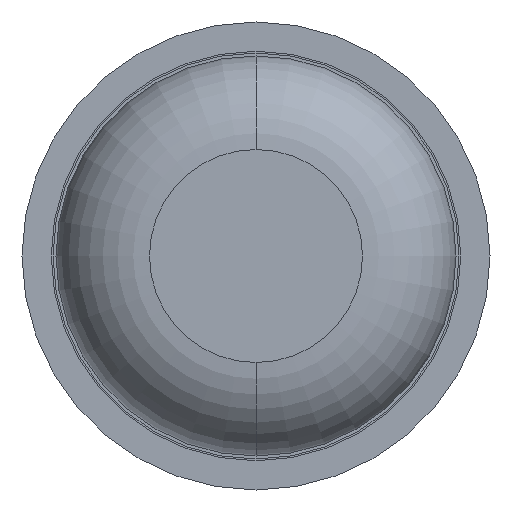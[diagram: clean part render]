
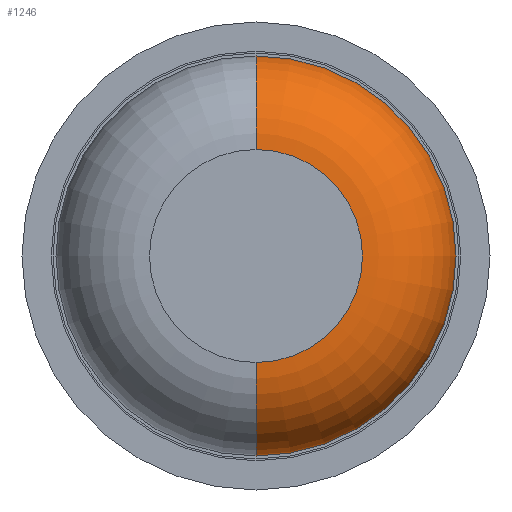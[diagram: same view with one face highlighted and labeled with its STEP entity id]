
A CAD part, front view. The second image highlights one B-rep face of the part: STEP entity #1246.
In plain terms, the highlighted toroidal (fillet/blend) face has major radius 0.91 mm and minor radius 0.8 mm.
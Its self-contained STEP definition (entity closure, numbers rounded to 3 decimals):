
#40 = CIRCLE ( 'NONE', #3630, 1.71 ) ;
#71 = VERTEX_POINT ( 'NONE', #3929 ) ;
#90 = AXIS2_PLACEMENT_3D ( 'NONE', #3247, #2858, #3643 ) ;
#178 = EDGE_CURVE ( 'Defeature ausgef�hrt1_0+Defeature ausgef�hrt1_10+Defeature ausgef�hrt1_10+Defeature ausgef�hrt1_10', #1942, #2738, #3359, .T. ) ;
#181 = DIRECTION ( 'NONE',  ( 0., 0., 1. ) ) ;
#734 = DIRECTION ( 'NONE',  ( 1., 0., 0. ) ) ;
#867 = ORIENTED_EDGE ( 'NONE', *, *, #1536, .T. ) ;
#975 = CIRCLE ( 'NONE', #1326, 0.8 ) ;
#1075 = AXIS2_PLACEMENT_3D ( 'NONE', #1777, #4214, #181 ) ;
#1246 = ADVANCED_FACE ( 'Defeature ausgef�hrt1_10', ( #3162 ), #4457, .T. ) ;
#1326 = AXIS2_PLACEMENT_3D ( 'NONE', #3219, #734, #2740 ) ;
#1335 = CARTESIAN_POINT ( 'NONE',  ( 0., -29.2, 0. ) ) ;
#1510 = CARTESIAN_POINT ( 'NONE',  ( 0., -30., 0. ) ) ;
#1536 = EDGE_CURVE ( 'NONE', #1942, #1980, #975, .T. ) ;
#1777 = CARTESIAN_POINT ( 'NONE',  ( 0., -29.2, 0.91 ) ) ;
#1844 = CIRCLE ( 'NONE', #1075, 0.8 ) ;
#1942 = VERTEX_POINT ( 'NONE', #3178 ) ;
#1980 = VERTEX_POINT ( 'NONE', #3572 ) ;
#2184 = EDGE_CURVE ( 'NONE', #2738, #71, #1844, .T. ) ;
#2341 = CARTESIAN_POINT ( 'NONE',  ( 0., -30., 0.91 ) ) ;
#2615 = ORIENTED_EDGE ( 'NONE', *, *, #178, .F. ) ;
#2731 = DIRECTION ( 'NONE',  ( 0., 0., 1. ) ) ;
#2738 = VERTEX_POINT ( 'NONE', #2341 ) ;
#2740 = DIRECTION ( 'NONE',  ( 0., 0., -1. ) ) ;
#2858 = DIRECTION ( 'NONE',  ( 0., 1., 0. ) ) ;
#2881 = DIRECTION ( 'NONE',  ( 0., 0., 1. ) ) ;
#3023 = ORIENTED_EDGE ( 'NONE', *, *, #4863, .F. ) ;
#3162 = FACE_OUTER_BOUND ( 'NONE', #4939, .T. ) ;
#3178 = CARTESIAN_POINT ( 'NONE',  ( 0., -30., -0.91 ) ) ;
#3219 = CARTESIAN_POINT ( 'NONE',  ( 0., -29.2, -0.91 ) ) ;
#3247 = CARTESIAN_POINT ( 'NONE',  ( 0., -29.2, 0. ) ) ;
#3359 = CIRCLE ( 'NONE', #4495, 0.91 ) ;
#3572 = CARTESIAN_POINT ( 'NONE',  ( 0., -29.2, -1.71 ) ) ;
#3630 = AXIS2_PLACEMENT_3D ( 'NONE', #1335, #4182, #2881 ) ;
#3643 = DIRECTION ( 'NONE',  ( 0., 0., 1. ) ) ;
#3929 = CARTESIAN_POINT ( 'NONE',  ( 0., -29.2, 1.71 ) ) ;
#4182 = DIRECTION ( 'NONE',  ( 0., 1., 0. ) ) ;
#4211 = ORIENTED_EDGE ( 'NONE', *, *, #2184, .F. ) ;
#4214 = DIRECTION ( 'NONE',  ( -1., 0., 0. ) ) ;
#4457 = TOROIDAL_SURFACE ( 'NONE', #90, 0.91, 0.8 ) ;
#4495 = AXIS2_PLACEMENT_3D ( 'NONE', #1510, #5209, #2731 ) ;
#4863 = EDGE_CURVE ( 'Defeature ausgef�hrt1_2+Defeature ausgef�hrt1_10+Defeature ausgef�hrt1_10+Defeature ausgef�hrt1_10', #71, #1980, #40, .T. ) ;
#4939 = EDGE_LOOP ( 'NONE', ( #2615, #867, #3023, #4211 ) ) ;
#5209 = DIRECTION ( 'NONE',  ( 0., -1., 0. ) ) ;
